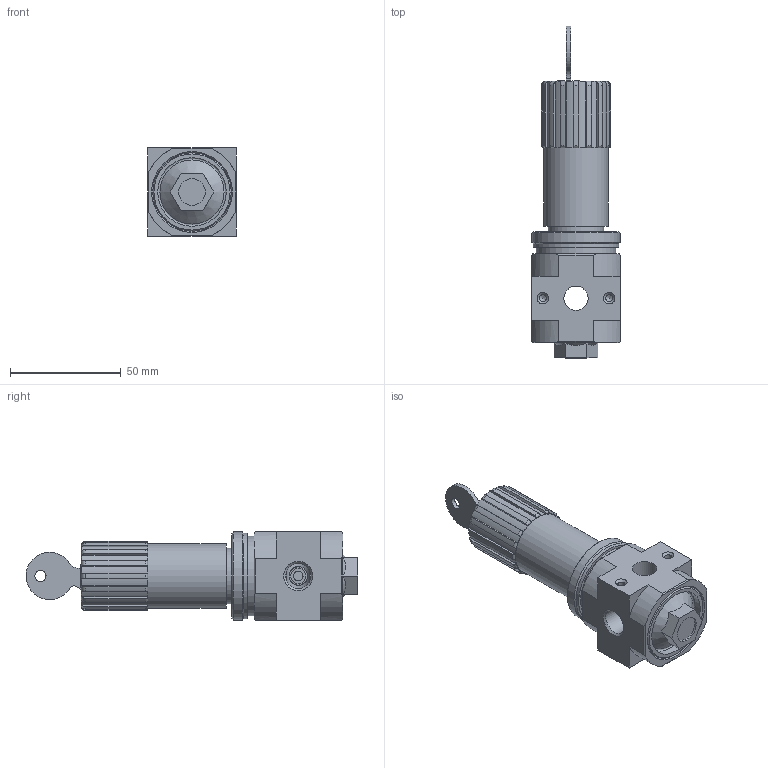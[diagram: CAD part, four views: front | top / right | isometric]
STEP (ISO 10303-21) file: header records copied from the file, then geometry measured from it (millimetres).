
FILE_DESCRIPTION(/* description */ ('STEP AP214'),/* implementation_level */ '2;1');
FILE_NAME(/* name */ '194683_LRBS-D-7-O-MINI',/* time_stamp */ '2024-09-04T22:50:34+02:00',/* author */ ('License CC BY-ND 4.0'),/* organization */ ('CADENAS'),/* preprocessor_version */ 'ST-DEVELOPER v19.3',/* originating_system */ 'PARTsolutions',/* authorisation */ ' ');
FILE_SCHEMA (('AUTOMOTIVE_DESIGN {1 0 10303 214 3 1 1}'));
Length unit declared in the file: millimetre
Products named in the file (4): 194683 LRBS-D-7-O-MINI; 646266 LRBS-D-7-MINI; 398011 LRVS-D-MINI; 373845 LR-MINI
Assembly tree (3 placements, depth 2):
  194683 LRBS-D-7-O-MINI
    646266 LRBS-D-7-MINI
    398011 LRVS-D-MINI
    373845 LR-MINI
Bounding box: 40 x 150.1 x 40 mm (x, y, z)
Volume: 112180.8 mm3; surface area: 25279.7 mm2
Topology: 3 solids, 3 shells, 205 faces, 523 edges, 341 vertices
Faces by surface type: plane 92, cylinder 71, cone 22, torus 20
Full cylindrical faces by diameter (mm): 3.242 x4, 4.3 x1, 5.1 x1, 5.8 x1, 6.9 x1, 8.2 x1, 8.566 x1, 9.728 x1, 11 x1, 11.445 x1, 12 x1, 12.2 x1, 15.8 x1, 18.7 x1, 24.9 x1, 26 x1, 29 x1, 31 x1, 33.9 x1, 34.376 x1, 36 x1, 38.5 x1, 39.8 x1
Entity records: 7419 total; most frequent: CARTESIAN_POINT 1304, DIRECTION 999, ORIENTED_EDGE 918, EDGE_CURVE 459, AXIS2_PLACEMENT_3D 404, VERTEX_POINT 334, FACE_BOUND 289, EDGE_LOOP 285
